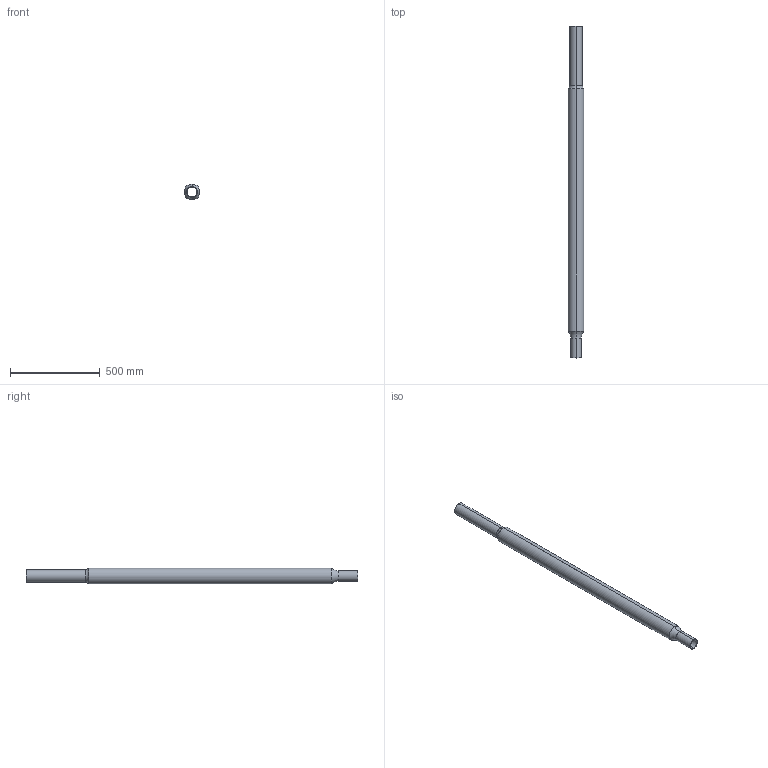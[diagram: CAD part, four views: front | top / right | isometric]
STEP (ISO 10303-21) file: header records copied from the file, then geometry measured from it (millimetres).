
FILE_DESCRIPTION (( 'STEP AP214' ), '1' );
FILE_NAME ('130020KXXX S200CK 4608019 S-KARTIOVARSI_3D.step', '2022-05-28T14:17:42', ( '' ), ( '' ), 'SwSTEP 2.0', 'SolidWorks 2021', '' );
FILE_SCHEMA (( 'AUTOMOTIVE_DESIGN' ));
Length unit declared in the file: millimetre
Products named in the file (1): 130020KXXX S200CK 4608019 S-KARTIOVARSI_3D
Bounding box: 88.9 x 1850 x 88.9 mm (x, y, z)
Volume: 1493722.6 mm3; surface area: 934777.7 mm2
Topology: 1 solids, 1 shells, 48 faces, 114 edges, 68 vertices
Faces by surface type: cylinder 24, torus 12, plane 8, cone 2, bspline 2
Entity records: 1834 total; most frequent: CARTESIAN_POINT 655, DIRECTION 268, ORIENTED_EDGE 228, EDGE_CURVE 114, AXIS2_PLACEMENT_3D 113, VERTEX_POINT 68, CIRCLE 66, EDGE_LOOP 50
